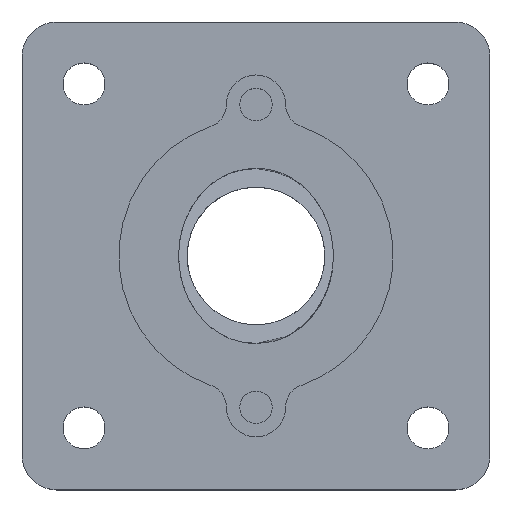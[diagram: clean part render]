
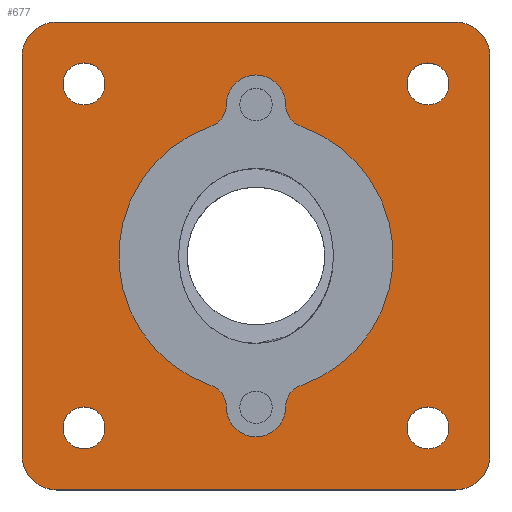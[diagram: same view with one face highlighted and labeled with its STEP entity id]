
A CAD part, top view. The second image highlights one B-rep face of the part: STEP entity #677.
In plain terms, the highlighted planar face has unit normal (0, 0, 1).
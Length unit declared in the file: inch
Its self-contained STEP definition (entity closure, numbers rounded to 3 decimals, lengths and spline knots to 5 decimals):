
#36=FACE_BOUND('',#127,.T.);
#37=FACE_BOUND('',#128,.T.);
#38=FACE_BOUND('',#129,.T.);
#39=FACE_BOUND('',#130,.T.);
#40=FACE_BOUND('',#131,.T.);
#52=PLANE('',#770);
#78=FACE_OUTER_BOUND('',#126,.T.);
#126=EDGE_LOOP('',(#535,#536,#537,#538,#539,#540,#541,#542));
#127=EDGE_LOOP('',(#543,#544,#545,#546,#547,#548,#549,#550));
#128=EDGE_LOOP('',(#551));
#129=EDGE_LOOP('',(#552));
#130=EDGE_LOOP('',(#553));
#131=EDGE_LOOP('',(#554));
#173=LINE('',#1182,#210);
#174=LINE('',#1186,#211);
#175=LINE('',#1190,#212);
#176=LINE('',#1193,#213);
#210=VECTOR('',#944,0.3937);
#211=VECTOR('',#947,0.3937);
#212=VECTOR('',#950,0.3937);
#213=VECTOR('',#953,0.3937);
#235=CIRCLE('',#720,0.13201);
#237=CIRCLE('',#723,0.78504);
#239=CIRCLE('',#726,0.13201);
#241=CIRCLE('',#729,0.16929);
#243=CIRCLE('',#732,0.13201);
#245=CIRCLE('',#735,0.78504);
#247=CIRCLE('',#738,0.13201);
#249=CIRCLE('',#741,0.16929);
#266=CIRCLE('',#771,0.19685);
#267=CIRCLE('',#772,0.19685);
#268=CIRCLE('',#773,0.19685);
#269=CIRCLE('',#774,0.19685);
#270=CIRCLE('',#775,0.12008);
#271=CIRCLE('',#776,0.12008);
#272=CIRCLE('',#777,0.12008);
#273=CIRCLE('',#778,0.12008);
#284=VERTEX_POINT('',#1045);
#285=VERTEX_POINT('',#1046);
#288=VERTEX_POINT('',#1054);
#290=VERTEX_POINT('',#1060);
#292=VERTEX_POINT('',#1066);
#294=VERTEX_POINT('',#1072);
#296=VERTEX_POINT('',#1078);
#298=VERTEX_POINT('',#1084);
#324=VERTEX_POINT('',#1178);
#325=VERTEX_POINT('',#1179);
#326=VERTEX_POINT('',#1181);
#327=VERTEX_POINT('',#1183);
#328=VERTEX_POINT('',#1185);
#329=VERTEX_POINT('',#1187);
#330=VERTEX_POINT('',#1189);
#331=VERTEX_POINT('',#1191);
#332=VERTEX_POINT('',#1194);
#333=VERTEX_POINT('',#1196);
#334=VERTEX_POINT('',#1198);
#335=VERTEX_POINT('',#1200);
#351=EDGE_CURVE('',#284,#285,#235,.T.);
#355=EDGE_CURVE('',#288,#284,#237,.T.);
#358=EDGE_CURVE('',#290,#288,#239,.T.);
#361=EDGE_CURVE('',#292,#290,#241,.T.);
#364=EDGE_CURVE('',#294,#292,#243,.T.);
#367=EDGE_CURVE('',#296,#294,#245,.T.);
#370=EDGE_CURVE('',#298,#296,#247,.T.);
#373=EDGE_CURVE('',#285,#298,#249,.T.);
#403=EDGE_CURVE('',#324,#325,#266,.T.);
#404=EDGE_CURVE('',#325,#326,#173,.T.);
#405=EDGE_CURVE('',#326,#327,#267,.T.);
#406=EDGE_CURVE('',#327,#328,#174,.T.);
#407=EDGE_CURVE('',#328,#329,#268,.T.);
#408=EDGE_CURVE('',#329,#330,#175,.T.);
#409=EDGE_CURVE('',#330,#331,#269,.T.);
#410=EDGE_CURVE('',#331,#324,#176,.T.);
#411=EDGE_CURVE('',#332,#332,#270,.T.);
#412=EDGE_CURVE('',#333,#333,#271,.T.);
#413=EDGE_CURVE('',#334,#334,#272,.T.);
#414=EDGE_CURVE('',#335,#335,#273,.T.);
#535=ORIENTED_EDGE('',*,*,#403,.T.);
#536=ORIENTED_EDGE('',*,*,#404,.T.);
#537=ORIENTED_EDGE('',*,*,#405,.T.);
#538=ORIENTED_EDGE('',*,*,#406,.T.);
#539=ORIENTED_EDGE('',*,*,#407,.T.);
#540=ORIENTED_EDGE('',*,*,#408,.T.);
#541=ORIENTED_EDGE('',*,*,#409,.T.);
#542=ORIENTED_EDGE('',*,*,#410,.T.);
#543=ORIENTED_EDGE('',*,*,#351,.T.);
#544=ORIENTED_EDGE('',*,*,#373,.T.);
#545=ORIENTED_EDGE('',*,*,#370,.T.);
#546=ORIENTED_EDGE('',*,*,#367,.T.);
#547=ORIENTED_EDGE('',*,*,#364,.T.);
#548=ORIENTED_EDGE('',*,*,#361,.T.);
#549=ORIENTED_EDGE('',*,*,#358,.T.);
#550=ORIENTED_EDGE('',*,*,#355,.T.);
#551=ORIENTED_EDGE('',*,*,#411,.T.);
#552=ORIENTED_EDGE('',*,*,#412,.T.);
#553=ORIENTED_EDGE('',*,*,#413,.T.);
#554=ORIENTED_EDGE('',*,*,#414,.T.);
#677=ADVANCED_FACE('',(#78,#36,#37,#38,#39,#40),#52,.T.);
#720=AXIS2_PLACEMENT_3D('',#1047,#826,#827);
#723=AXIS2_PLACEMENT_3D('',#1055,#834,#835);
#726=AXIS2_PLACEMENT_3D('',#1061,#841,#842);
#729=AXIS2_PLACEMENT_3D('',#1067,#848,#849);
#732=AXIS2_PLACEMENT_3D('',#1073,#855,#856);
#735=AXIS2_PLACEMENT_3D('',#1079,#862,#863);
#738=AXIS2_PLACEMENT_3D('',#1085,#869,#870);
#741=AXIS2_PLACEMENT_3D('',#1090,#876,#877);
#770=AXIS2_PLACEMENT_3D('',#1177,#940,#941);
#771=AXIS2_PLACEMENT_3D('',#1180,#942,#943);
#772=AXIS2_PLACEMENT_3D('',#1184,#945,#946);
#773=AXIS2_PLACEMENT_3D('',#1188,#948,#949);
#774=AXIS2_PLACEMENT_3D('',#1192,#951,#952);
#775=AXIS2_PLACEMENT_3D('',#1195,#954,#955);
#776=AXIS2_PLACEMENT_3D('',#1197,#956,#957);
#777=AXIS2_PLACEMENT_3D('',#1199,#958,#959);
#778=AXIS2_PLACEMENT_3D('',#1201,#960,#961);
#826=DIRECTION('center_axis',(0.,0.,1.));
#827=DIRECTION('ref_axis',(-1.,0.,0.));
#834=DIRECTION('center_axis',(0.,0.,-1.));
#835=DIRECTION('ref_axis',(-1.,0.,0.));
#841=DIRECTION('center_axis',(0.,0.,1.));
#842=DIRECTION('ref_axis',(-1.,0.,0.));
#848=DIRECTION('center_axis',(0.,0.,-1.));
#849=DIRECTION('ref_axis',(-1.,0.,0.));
#855=DIRECTION('center_axis',(0.,0.,1.));
#856=DIRECTION('ref_axis',(-1.,0.,0.));
#862=DIRECTION('center_axis',(0.,0.,-1.));
#863=DIRECTION('ref_axis',(-1.,0.,0.));
#869=DIRECTION('center_axis',(0.,0.,1.));
#870=DIRECTION('ref_axis',(-1.,0.,0.));
#876=DIRECTION('center_axis',(0.,0.,-1.));
#877=DIRECTION('ref_axis',(-1.,0.,0.));
#940=DIRECTION('center_axis',(0.,0.,1.));
#941=DIRECTION('ref_axis',(1.,0.,0.));
#942=DIRECTION('center_axis',(0.,0.,1.));
#943=DIRECTION('ref_axis',(-0.707,0.707,0.));
#944=DIRECTION('',(0.,-1.,0.));
#945=DIRECTION('center_axis',(0.,0.,1.));
#946=DIRECTION('ref_axis',(-0.707,-0.707,0.));
#947=DIRECTION('',(1.,0.,0.));
#948=DIRECTION('center_axis',(0.,0.,1.));
#949=DIRECTION('ref_axis',(0.707,-0.707,0.));
#950=DIRECTION('',(0.,1.,0.));
#951=DIRECTION('center_axis',(0.,0.,1.));
#952=DIRECTION('ref_axis',(0.707,0.707,0.));
#953=DIRECTION('',(-1.,0.,0.));
#954=DIRECTION('center_axis',(0.,0.,-1.));
#955=DIRECTION('ref_axis',(1.,0.,0.));
#956=DIRECTION('center_axis',(0.,0.,-1.));
#957=DIRECTION('ref_axis',(1.,0.,0.));
#958=DIRECTION('center_axis',(0.,0.,-1.));
#959=DIRECTION('ref_axis',(1.,0.,0.));
#960=DIRECTION('center_axis',(0.,0.,-1.));
#961=DIRECTION('ref_axis',(1.,0.,0.));
#1045=CARTESIAN_POINT('',(-0.25793,0.74146,0.47244));
#1046=CARTESIAN_POINT('',(-0.16929,0.86614,0.47244));
#1047=CARTESIAN_POINT('Origin',(-0.3013,0.86614,0.47244));
#1054=CARTESIAN_POINT('',(-0.25793,-0.74146,0.47244));
#1055=CARTESIAN_POINT('Origin',(0.,0.,0.47244));
#1060=CARTESIAN_POINT('',(-0.16929,-0.86614,0.47244));
#1061=CARTESIAN_POINT('Origin',(-0.3013,-0.86614,0.47244));
#1066=CARTESIAN_POINT('',(0.16929,-0.86614,0.47244));
#1067=CARTESIAN_POINT('Origin',(0.,-0.86614,0.47244));
#1072=CARTESIAN_POINT('',(0.25793,-0.74146,0.47244));
#1073=CARTESIAN_POINT('Origin',(0.3013,-0.86614,0.47244));
#1078=CARTESIAN_POINT('',(0.25793,0.74146,0.47244));
#1079=CARTESIAN_POINT('Origin',(0.,0.,0.47244));
#1084=CARTESIAN_POINT('',(0.16929,0.86614,0.47244));
#1085=CARTESIAN_POINT('Origin',(0.3013,0.86614,0.47244));
#1090=CARTESIAN_POINT('Origin',(0.,0.86614,
0.47244));
#1177=CARTESIAN_POINT('Origin',(0.,0.,
0.47244));
#1178=CARTESIAN_POINT('',(-1.14173,1.33858,0.47244));
#1179=CARTESIAN_POINT('',(-1.33858,1.14173,0.47244));
#1180=CARTESIAN_POINT('Origin',(-1.14173,1.14173,0.47244));
#1181=CARTESIAN_POINT('',(-1.33858,-1.14173,0.47244));
#1182=CARTESIAN_POINT('',(-1.33858,1.33858,0.47244));
#1183=CARTESIAN_POINT('',(-1.14173,-1.33858,0.47244));
#1184=CARTESIAN_POINT('Origin',(-1.14173,-1.14173,0.47244));
#1185=CARTESIAN_POINT('',(1.14173,-1.33858,0.47244));
#1186=CARTESIAN_POINT('',(-1.33858,-1.33858,0.47244));
#1187=CARTESIAN_POINT('',(1.33858,-1.14173,0.47244));
#1188=CARTESIAN_POINT('Origin',(1.14173,-1.14173,0.47244));
#1189=CARTESIAN_POINT('',(1.33858,1.14173,0.47244));
#1190=CARTESIAN_POINT('',(1.33858,-1.33858,0.47244));
#1191=CARTESIAN_POINT('',(1.14173,1.33858,0.47244));
#1192=CARTESIAN_POINT('Origin',(1.14173,1.14173,0.47244));
#1193=CARTESIAN_POINT('',(1.33858,1.33858,0.47244));
#1194=CARTESIAN_POINT('',(-1.10433,0.98425,0.47244));
#1195=CARTESIAN_POINT('Origin',(-0.98425,0.98425,0.47244));
#1196=CARTESIAN_POINT('',(-1.10433,-0.98425,0.47244));
#1197=CARTESIAN_POINT('Origin',(-0.98425,-0.98425,0.47244));
#1198=CARTESIAN_POINT('',(0.86417,-0.98425,0.47244));
#1199=CARTESIAN_POINT('Origin',(0.98425,-0.98425,0.47244));
#1200=CARTESIAN_POINT('',(0.86417,0.98425,0.47244));
#1201=CARTESIAN_POINT('Origin',(0.98425,0.98425,0.47244));
